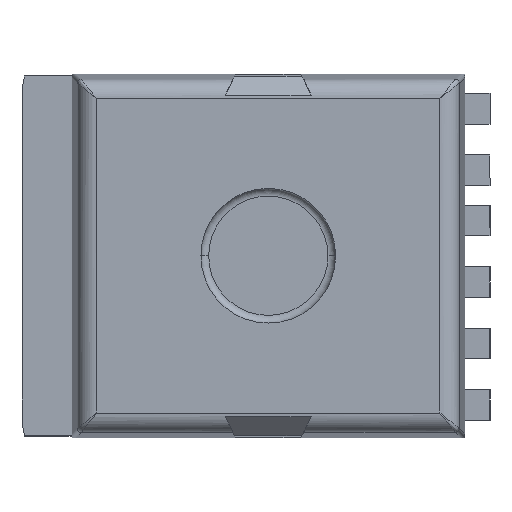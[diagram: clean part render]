
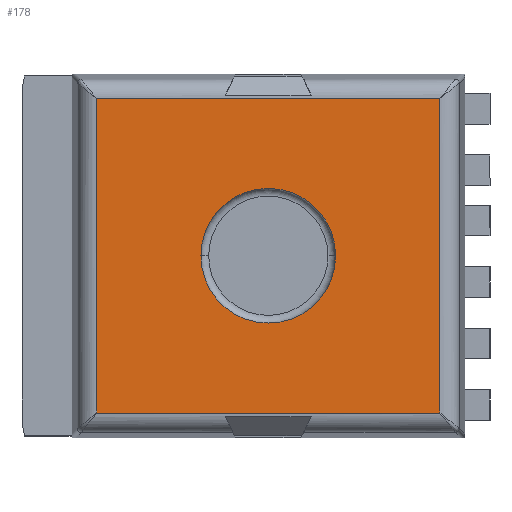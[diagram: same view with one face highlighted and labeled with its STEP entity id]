
A CAD part, top view. The second image highlights one B-rep face of the part: STEP entity #178.
In plain terms, the highlighted planar face has unit normal (0, 0, 1).
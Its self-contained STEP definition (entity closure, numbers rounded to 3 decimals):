
#3 = CARTESIAN_POINT ( 'NONE',  ( 1.75, 0., 3.815 ) ) ;
#27 = DIRECTION ( 'NONE',  ( -1., 0., 0. ) ) ;
#113 = DIRECTION ( 'NONE',  ( 0., -1., 0. ) ) ;
#178 = ADVANCED_FACE ( 'NONE', ( #2684, #1560 ), #2329, .T. ) ;
#230 = DIRECTION ( 'NONE',  ( 1., 0., 0. ) ) ;
#248 = CIRCLE ( 'NONE', #1245, 1.75 ) ;
#336 = DIRECTION ( 'NONE',  ( 0., 0., 1. ) ) ;
#408 = VERTEX_POINT ( 'NONE', #3678 ) ;
#409 = EDGE_CURVE ( 'NONE', #1683, #4186, #248, .T. ) ;
#448 = ORIENTED_EDGE ( 'NONE', *, *, #409, .F. ) ;
#537 = AXIS2_PLACEMENT_3D ( 'NONE', #2927, #3708, #3368 ) ;
#547 = EDGE_CURVE ( 'NONE', #2876, #408, #760, .T. ) ;
#566 = DIRECTION ( 'NONE',  ( 0., 0., 1. ) ) ;
#628 = CARTESIAN_POINT ( 'NONE',  ( 4.461, 4.086, 3.815 ) ) ;
#650 = CARTESIAN_POINT ( 'NONE',  ( -4.936, 4.086, 3.815 ) ) ;
#685 = EDGE_CURVE ( 'NONE', #1933, #4207, #3040, .T. ) ;
#760 = LINE ( 'NONE', #2529, #4217 ) ;
#802 = ORIENTED_EDGE ( 'NONE', *, *, #2242, .T. ) ;
#812 = VECTOR ( 'NONE', #1545, 1000. ) ;
#1127 = ORIENTED_EDGE ( 'NONE', *, *, #2861, .T. ) ;
#1245 = AXIS2_PLACEMENT_3D ( 'NONE', #2941, #566, #230 ) ;
#1319 = CARTESIAN_POINT ( 'NONE',  ( -1.75, 0., 3.815 ) ) ;
#1545 = DIRECTION ( 'NONE',  ( 0., 1., 0. ) ) ;
#1560 = FACE_BOUND ( 'NONE', #3765, .T. ) ;
#1683 = VERTEX_POINT ( 'NONE', #3 ) ;
#1933 = VERTEX_POINT ( 'NONE', #4184 ) ;
#2081 = LINE ( 'NONE', #2165, #3777 ) ;
#2156 = CARTESIAN_POINT ( 'NONE',  ( 0., 0., 3.815 ) ) ;
#2165 = CARTESIAN_POINT ( 'NONE',  ( -0.933, -4.086, 3.815 ) ) ;
#2242 = EDGE_CURVE ( 'NONE', #4207, #2876, #3487, .T. ) ;
#2319 = AXIS2_PLACEMENT_3D ( 'NONE', #2156, #336, #2843 ) ;
#2329 = PLANE ( 'NONE',  #537 ) ;
#2454 = VECTOR ( 'NONE', #27, 1000. ) ;
#2529 = CARTESIAN_POINT ( 'NONE',  ( -4.461, -4.561, 3.815 ) ) ;
#2684 = FACE_OUTER_BOUND ( 'NONE', #4329, .T. ) ;
#2722 = ORIENTED_EDGE ( 'NONE', *, *, #4006, .F. ) ;
#2756 = ORIENTED_EDGE ( 'NONE', *, *, #685, .T. ) ;
#2843 = DIRECTION ( 'NONE',  ( 1., 0., 0. ) ) ;
#2861 = EDGE_CURVE ( 'NONE', #408, #1933, #2081, .T. ) ;
#2876 = VERTEX_POINT ( 'NONE', #3716 ) ;
#2927 = CARTESIAN_POINT ( 'NONE',  ( 0., 0., 3.815 ) ) ;
#2941 = CARTESIAN_POINT ( 'NONE',  ( 0., 0., 3.815 ) ) ;
#3040 = LINE ( 'NONE', #3413, #812 ) ;
#3368 = DIRECTION ( 'NONE',  ( 1., 0., 0. ) ) ;
#3413 = CARTESIAN_POINT ( 'NONE',  ( 4.461, 4.561, 3.815 ) ) ;
#3487 = LINE ( 'NONE', #650, #2454 ) ;
#3537 = DIRECTION ( 'NONE',  ( 1., 0., 0. ) ) ;
#3678 = CARTESIAN_POINT ( 'NONE',  ( -4.461, -4.086, 3.815 ) ) ;
#3708 = DIRECTION ( 'NONE',  ( 0., 0., 1. ) ) ;
#3716 = CARTESIAN_POINT ( 'NONE',  ( -4.461, 4.086, 3.815 ) ) ;
#3765 = EDGE_LOOP ( 'NONE', ( #448, #2722 ) ) ;
#3777 = VECTOR ( 'NONE', #3537, 1000. ) ;
#3881 = ORIENTED_EDGE ( 'NONE', *, *, #547, .T. ) ;
#4006 = EDGE_CURVE ( 'NONE', #4186, #1683, #4250, .T. ) ;
#4184 = CARTESIAN_POINT ( 'NONE',  ( 4.461, -4.086, 3.815 ) ) ;
#4186 = VERTEX_POINT ( 'NONE', #1319 ) ;
#4207 = VERTEX_POINT ( 'NONE', #628 ) ;
#4217 = VECTOR ( 'NONE', #113, 1000. ) ;
#4250 = CIRCLE ( 'NONE', #2319, 1.75 ) ;
#4329 = EDGE_LOOP ( 'NONE', ( #1127, #2756, #802, #3881 ) ) ;
